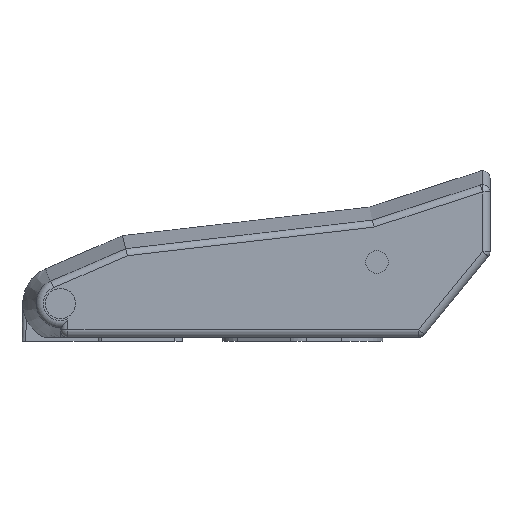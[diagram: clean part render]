
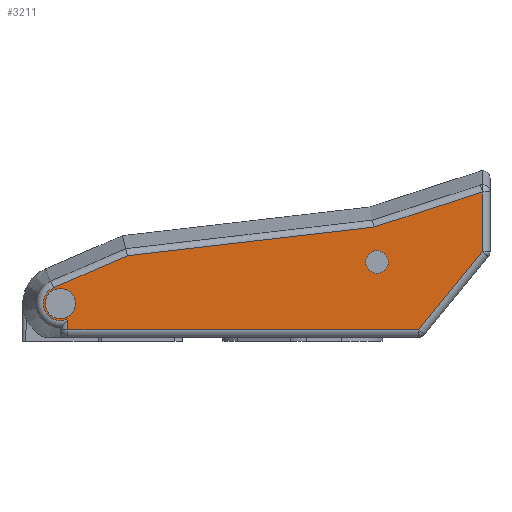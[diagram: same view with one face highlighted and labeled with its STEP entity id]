
A CAD part, left-side view. The second image highlights one B-rep face of the part: STEP entity #3211.
In plain terms, the highlighted planar face has unit normal (-1, 0, 0).
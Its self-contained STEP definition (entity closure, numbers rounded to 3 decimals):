
#109 = LINE ( 'NONE', #5221, #11050 ) ;
#169 = EDGE_LOOP ( 'NONE', ( #13078, #11658, #2371, #11264, #12373, #9962, #8219, #8556 ) ) ;
#265 = CARTESIAN_POINT ( 'NONE',  ( -15., 0., -2. ) ) ;
#609 = VERTEX_POINT ( 'NONE', #7080 ) ;
#1006 = VECTOR ( 'NONE', #4941, 1000. ) ;
#1151 = EDGE_CURVE ( 'NONE', #2827, #2513, #3202, .T. ) ;
#1235 = EDGE_CURVE ( 'NONE', #1242, #609, #10567, .T. ) ;
#1242 = VERTEX_POINT ( 'NONE', #6787 ) ;
#1258 = VERTEX_POINT ( 'NONE', #265 ) ;
#1425 = EDGE_LOOP ( 'NONE', ( #13106, #12575 ) ) ;
#1465 = PLANE ( 'NONE',  #5207 ) ;
#1626 = CARTESIAN_POINT ( 'NONE',  ( -15., -56., 15.883 ) ) ;
#1747 = CARTESIAN_POINT ( 'NONE',  ( -15., 0., 2. ) ) ;
#2025 = CARTESIAN_POINT ( 'NONE',  ( -15., 0., 0. ) ) ;
#2327 = EDGE_CURVE ( 'NONE', #2513, #2827, #4567, .T. ) ;
#2371 = ORIENTED_EDGE ( 'NONE', *, *, #7699, .T. ) ;
#2404 = DIRECTION ( 'NONE',  ( 0., -1., 0. ) ) ;
#2500 = CARTESIAN_POINT ( 'NONE',  ( -15., -42., 4. ) ) ;
#2513 = VERTEX_POINT ( 'NONE', #2500 ) ;
#2570 = CARTESIAN_POINT ( 'NONE',  ( -15., -56., 6.857 ) ) ;
#2827 = VERTEX_POINT ( 'NONE', #13294 ) ;
#3108 = DIRECTION ( 'NONE',  ( 0., 0., -1. ) ) ;
#3202 = CIRCLE ( 'NONE', #4652, 1.5 ) ;
#3211 = ADVANCED_FACE ( 'NONE', ( #13585, #4540, #7432 ), #1465, .T. ) ;
#3220 = EDGE_CURVE ( 'NONE', #10639, #1242, #9975, .T. ) ;
#3345 = EDGE_CURVE ( 'NONE', #609, #14124, #11532, .T. ) ;
#3457 = VERTEX_POINT ( 'NONE', #12843 ) ;
#3482 = CARTESIAN_POINT ( 'NONE',  ( -15., 0.906, 2.092 ) ) ;
#3647 = CARTESIAN_POINT ( 'NONE',  ( -15., -1., -4.5 ) ) ;
#3921 = LINE ( 'NONE', #1626, #1006 ) ;
#4196 = DIRECTION ( 'NONE',  ( 1., 0., 0. ) ) ;
#4241 = EDGE_LOOP ( 'NONE', ( #11536, #14123 ) ) ;
#4311 = CARTESIAN_POINT ( 'NONE',  ( -15., -42., 5.5 ) ) ;
#4402 = VECTOR ( 'NONE', #9812, 1000. ) ;
#4469 = DIRECTION ( 'NONE',  ( -1., 0., 0. ) ) ;
#4540 = FACE_OUTER_BOUND ( 'NONE', #169, .T. ) ;
#4567 = CIRCLE ( 'NONE', #7667, 1.5 ) ;
#4575 = AXIS2_PLACEMENT_3D ( 'NONE', #12768, #6179, #13842 ) ;
#4652 = AXIS2_PLACEMENT_3D ( 'NONE', #5563, #13215, #6642 ) ;
#4941 = DIRECTION ( 'NONE',  ( 0., 0., 1. ) ) ;
#4986 = VERTEX_POINT ( 'NONE', #3482 ) ;
#5207 = AXIS2_PLACEMENT_3D ( 'NONE', #11009, #4469, #12132 ) ;
#5221 = CARTESIAN_POINT ( 'NONE',  ( -15., -0.981, -3.029 ) ) ;
#5410 = DIRECTION ( 'NONE',  ( 0., 0., -1. ) ) ;
#5468 = EDGE_CURVE ( 'NONE', #14124, #11871, #3921, .T. ) ;
#5563 = CARTESIAN_POINT ( 'NONE',  ( -15., -42., 5.5 ) ) ;
#5709 = VECTOR ( 'NONE', #10418, 1000. ) ;
#6107 = EDGE_CURVE ( 'NONE', #1258, #11779, #12472, .T. ) ;
#6179 = DIRECTION ( 'NONE',  ( -1., 0., 0. ) ) ;
#6551 = CIRCLE ( 'NONE', #4575, 2.279 ) ;
#6642 = DIRECTION ( 'NONE',  ( 0., 0., -1. ) ) ;
#6787 = CARTESIAN_POINT ( 'NONE',  ( -15., -1., -3.5 ) ) ;
#7071 = VECTOR ( 'NONE', #12418, 1000. ) ;
#7080 = CARTESIAN_POINT ( 'NONE',  ( -15., -47.526, -3.5 ) ) ;
#7119 = DIRECTION ( 'NONE',  ( 0., 0.993, -0.115 ) ) ;
#7432 = FACE_BOUND ( 'NONE', #1425, .T. ) ;
#7638 = CARTESIAN_POINT ( 'NONE',  ( -15., -1., -2.048 ) ) ;
#7656 = VECTOR ( 'NONE', #2404, 1000. ) ;
#7667 = AXIS2_PLACEMENT_3D ( 'NONE', #4311, #11969, #5410 ) ;
#7699 = EDGE_CURVE ( 'NONE', #12028, #4986, #13119, .T. ) ;
#7832 = AXIS2_PLACEMENT_3D ( 'NONE', #10739, #4196, #11854 ) ;
#8219 = ORIENTED_EDGE ( 'NONE', *, *, #3345, .T. ) ;
#8303 = EDGE_CURVE ( 'NONE', #11871, #3457, #109, .T. ) ;
#8363 = VECTOR ( 'NONE', #7119, 1000. ) ;
#8556 = ORIENTED_EDGE ( 'NONE', *, *, #5468, .T. ) ;
#8715 = CARTESIAN_POINT ( 'NONE',  ( -15., 0.906, 2.092 ) ) ;
#9061 = EDGE_CURVE ( 'NONE', #4986, #10639, #6551, .T. ) ;
#9196 = EDGE_CURVE ( 'NONE', #11779, #1258, #9969, .T. ) ;
#9658 = DIRECTION ( 'NONE',  ( 1., 0., 0. ) ) ;
#9812 = DIRECTION ( 'NONE',  ( 0., 0.918, -0.397 ) ) ;
#9962 = ORIENTED_EDGE ( 'NONE', *, *, #1235, .T. ) ;
#9969 = CIRCLE ( 'NONE', #12650, 2. ) ;
#9975 = LINE ( 'NONE', #3647, #7071 ) ;
#10043 = CARTESIAN_POINT ( 'NONE',  ( -15., -48., -3.5 ) ) ;
#10366 = CARTESIAN_POINT ( 'NONE',  ( -15., -8.807, 6.331 ) ) ;
#10416 = EDGE_CURVE ( 'NONE', #3457, #12028, #11280, .T. ) ;
#10418 = DIRECTION ( 'NONE',  ( 0., -0.633, 0.774 ) ) ;
#10567 = LINE ( 'NONE', #10043, #7656 ) ;
#10634 = CARTESIAN_POINT ( 'NONE',  ( -15., -56., 14.801 ) ) ;
#10639 = VERTEX_POINT ( 'NONE', #7638 ) ;
#10739 = CARTESIAN_POINT ( 'NONE',  ( -15., 0., 0. ) ) ;
#10921 = CARTESIAN_POINT ( 'NONE',  ( -15., -8.912, 6.344 ) ) ;
#11009 = CARTESIAN_POINT ( 'NONE',  ( -15., 0., 0. ) ) ;
#11050 = VECTOR ( 'NONE', #11769, 1000. ) ;
#11264 = ORIENTED_EDGE ( 'NONE', *, *, #9061, .T. ) ;
#11280 = LINE ( 'NONE', #10366, #8363 ) ;
#11488 = CARTESIAN_POINT ( 'NONE',  ( -15., -30.184, -24.696 ) ) ;
#11532 = LINE ( 'NONE', #11488, #5709 ) ;
#11536 = ORIENTED_EDGE ( 'NONE', *, *, #1151, .T. ) ;
#11658 = ORIENTED_EDGE ( 'NONE', *, *, #10416, .T. ) ;
#11769 = DIRECTION ( 'NONE',  ( 0., 0.951, -0.308 ) ) ;
#11779 = VERTEX_POINT ( 'NONE', #1747 ) ;
#11854 = DIRECTION ( 'NONE',  ( 0., 0., -1. ) ) ;
#11871 = VERTEX_POINT ( 'NONE', #10634 ) ;
#11969 = DIRECTION ( 'NONE',  ( 1., 0., 0. ) ) ;
#12028 = VERTEX_POINT ( 'NONE', #10921 ) ;
#12132 = DIRECTION ( 'NONE',  ( 0., 0., 1. ) ) ;
#12373 = ORIENTED_EDGE ( 'NONE', *, *, #3220, .T. ) ;
#12418 = DIRECTION ( 'NONE',  ( 0., 0., -1. ) ) ;
#12472 = CIRCLE ( 'NONE', #7832, 2. ) ;
#12575 = ORIENTED_EDGE ( 'NONE', *, *, #6107, .T. ) ;
#12650 = AXIS2_PLACEMENT_3D ( 'NONE', #2025, #9658, #3108 ) ;
#12768 = CARTESIAN_POINT ( 'NONE',  ( -15., 0., 0. ) ) ;
#12843 = CARTESIAN_POINT ( 'NONE',  ( -15., -41.582, 10.128 ) ) ;
#13078 = ORIENTED_EDGE ( 'NONE', *, *, #8303, .T. ) ;
#13106 = ORIENTED_EDGE ( 'NONE', *, *, #9196, .T. ) ;
#13119 = LINE ( 'NONE', #8715, #4402 ) ;
#13215 = DIRECTION ( 'NONE',  ( 1., 0., 0. ) ) ;
#13294 = CARTESIAN_POINT ( 'NONE',  ( -15., -42., 7. ) ) ;
#13585 = FACE_BOUND ( 'NONE', #4241, .T. ) ;
#13842 = DIRECTION ( 'NONE',  ( 0., 0., 1. ) ) ;
#14123 = ORIENTED_EDGE ( 'NONE', *, *, #2327, .T. ) ;
#14124 = VERTEX_POINT ( 'NONE', #2570 ) ;
